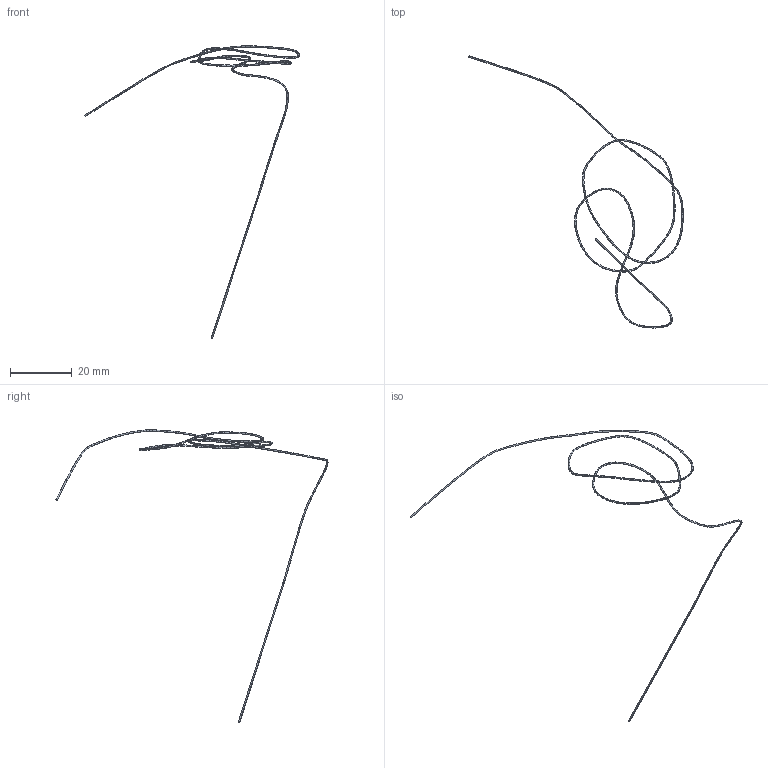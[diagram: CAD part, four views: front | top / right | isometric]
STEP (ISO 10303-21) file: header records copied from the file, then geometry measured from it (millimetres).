
FILE_DESCRIPTION(('STEP AP214'),'1');
FILE_NAME('Adult_DBS_10_Lead_Right.step','2024-02-05T22:25:01',(' '),('ANSOFT Corporation'),'Spatial InterOp 3D',' ',' ');
FILE_SCHEMA(('AUTOMOTIVE_DESIGN { 1 0 10303 214 1 1 1 1 }'));
Length unit declared in the file: millimetre
Products named in the file (1): Lead_right
Bounding box: 69.58 x 88.24 x 94.78 mm (x, y, z)
Volume: 84.3 mm3; surface area: 674.5 mm2
Topology: 1 solids, 1 shells, 396 faces, 1072 edges, 678 vertices
Faces by surface type: cylinder 394, plane 2
Entity records: 12738 total; most frequent: DIRECTION 2544, CARTESIAN_POINT 2147, ORIENTED_EDGE 2144, AXIS2_PLACEMENT_3D 1075, EDGE_CURVE 1072, VERTEX_POINT 678, ELLIPSE 662, ADVANCED_FACE 396
